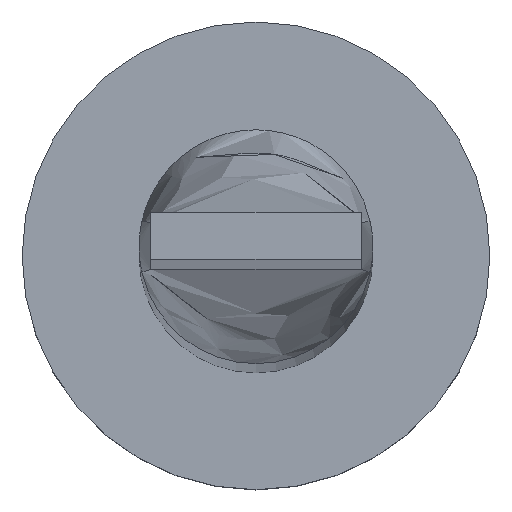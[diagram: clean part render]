
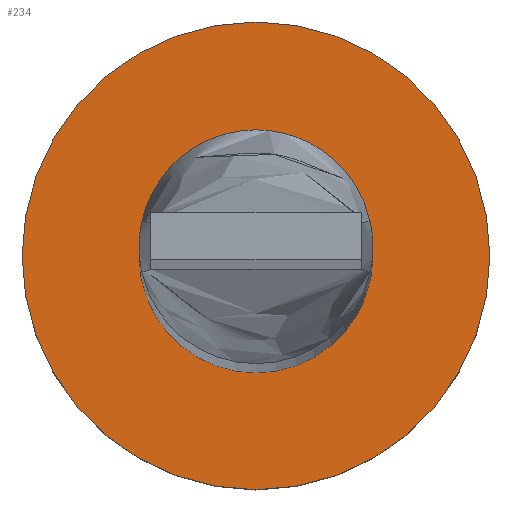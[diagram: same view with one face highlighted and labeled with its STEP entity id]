
A CAD part, top view. The second image highlights one B-rep face of the part: STEP entity #234.
In plain terms, the highlighted planar face has unit normal (0, 0, 1).
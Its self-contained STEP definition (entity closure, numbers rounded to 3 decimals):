
#18 = AXIS2_PLACEMENT_3D ( 'NONE', #93, #534, #491 ) ;
#53 = DIRECTION ( 'NONE',  ( 0., 0., 1. ) ) ;
#59 = EDGE_LOOP ( 'NONE', ( #289, #150 ) ) ;
#60 = EDGE_CURVE ( 'NONE', #558, #229, #144, .T. ) ;
#80 = DIRECTION ( 'NONE',  ( 1., 0., 0. ) ) ;
#87 = AXIS2_PLACEMENT_3D ( 'NONE', #567, #523, #190 ) ;
#93 = CARTESIAN_POINT ( 'NONE',  ( 0., 0., 3. ) ) ;
#102 = CARTESIAN_POINT ( 'NONE',  ( 0., 0., 3. ) ) ;
#107 = CARTESIAN_POINT ( 'NONE',  ( -5., 0., 3. ) ) ;
#115 = PLANE ( 'NONE',  #384 ) ;
#118 = FACE_BOUND ( 'NONE', #412, .T. ) ;
#119 = DIRECTION ( 'NONE',  ( 1., 0., 0. ) ) ;
#123 = CIRCLE ( 'NONE', #482, 5. ) ;
#133 = VERTEX_POINT ( 'NONE', #471 ) ;
#144 = CIRCLE ( 'NONE', #565, 2.5 ) ;
#150 = ORIENTED_EDGE ( 'NONE', *, *, #451, .T. ) ;
#190 = DIRECTION ( 'NONE',  ( 1., 0., 0. ) ) ;
#195 = ORIENTED_EDGE ( 'NONE', *, *, #264, .F. ) ;
#229 = VERTEX_POINT ( 'NONE', #372 ) ;
#234 = ADVANCED_FACE ( 'NONE', ( #118, #330 ), #115, .T. ) ;
#264 = EDGE_CURVE ( 'NONE', #229, #558, #276, .T. ) ;
#276 = CIRCLE ( 'NONE', #87, 2.5 ) ;
#289 = ORIENTED_EDGE ( 'NONE', *, *, #340, .T. ) ;
#299 = CIRCLE ( 'NONE', #18, 5. ) ;
#326 = ORIENTED_EDGE ( 'NONE', *, *, #60, .F. ) ;
#330 = FACE_OUTER_BOUND ( 'NONE', #59, .T. ) ;
#340 = EDGE_CURVE ( 'NONE', #460, #133, #299, .T. ) ;
#372 = CARTESIAN_POINT ( 'NONE',  ( -2.5, 0., 3. ) ) ;
#384 = AXIS2_PLACEMENT_3D ( 'NONE', #393, #554, #80 ) ;
#393 = CARTESIAN_POINT ( 'NONE',  ( 0., 0., 3. ) ) ;
#412 = EDGE_LOOP ( 'NONE', ( #195, #326 ) ) ;
#429 = DIRECTION ( 'NONE',  ( 0., 0., 1. ) ) ;
#434 = CARTESIAN_POINT ( 'NONE',  ( 0., 0., 3. ) ) ;
#446 = CARTESIAN_POINT ( 'NONE',  ( 2.5, 0., 3. ) ) ;
#451 = EDGE_CURVE ( 'NONE', #133, #460, #123, .T. ) ;
#460 = VERTEX_POINT ( 'NONE', #107 ) ;
#471 = CARTESIAN_POINT ( 'NONE',  ( 5., 0., 3. ) ) ;
#482 = AXIS2_PLACEMENT_3D ( 'NONE', #102, #53, #509 ) ;
#491 = DIRECTION ( 'NONE',  ( 1., 0., 0. ) ) ;
#509 = DIRECTION ( 'NONE',  ( 1., 0., 0. ) ) ;
#523 = DIRECTION ( 'NONE',  ( 0., 0., 1. ) ) ;
#534 = DIRECTION ( 'NONE',  ( 0., 0., 1. ) ) ;
#554 = DIRECTION ( 'NONE',  ( 0., 0., 1. ) ) ;
#558 = VERTEX_POINT ( 'NONE', #446 ) ;
#565 = AXIS2_PLACEMENT_3D ( 'NONE', #434, #429, #119 ) ;
#567 = CARTESIAN_POINT ( 'NONE',  ( 0., 0., 3. ) ) ;
